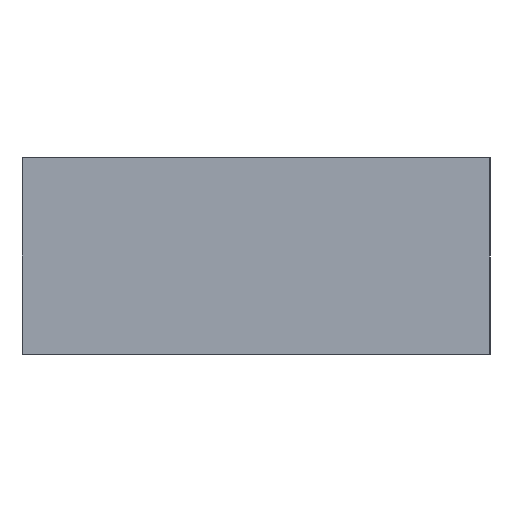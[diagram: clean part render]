
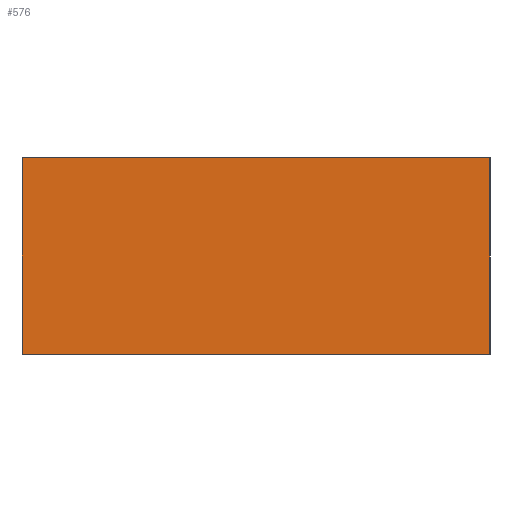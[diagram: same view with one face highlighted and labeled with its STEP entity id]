
A CAD part, left-side view. The second image highlights one B-rep face of the part: STEP entity #576.
In plain terms, the highlighted planar face has unit normal (-1, 0, 0).
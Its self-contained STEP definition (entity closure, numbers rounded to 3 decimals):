
#520 = VERTEX_POINT('',#521);
#521 = CARTESIAN_POINT('',(-1.55,-0.775,0.65));
#559 = VERTEX_POINT('',#560);
#560 = CARTESIAN_POINT('',(-1.55,0.775,0.65));
#566 = EDGE_CURVE('',#520,#559,#567,.T.);
#567 = LINE('',#568,#569);
#568 = CARTESIAN_POINT('',(-1.55,-0.775,0.65));
#569 = VECTOR('',#570,1.);
#570 = DIRECTION('',(0.,1.,0.));
#576 = ADVANCED_FACE('',(#577),#602,.F.);
#577 = FACE_BOUND('',#578,.T.);
#578 = EDGE_LOOP('',(#579,#587,#595,#601));
#579 = ORIENTED_EDGE('',*,*,#580,.T.);
#580 = EDGE_CURVE('',#559,#581,#583,.T.);
#581 = VERTEX_POINT('',#582);
#582 = CARTESIAN_POINT('',(-1.55,0.775,0.));
#583 = LINE('',#584,#585);
#584 = CARTESIAN_POINT('',(-1.55,0.775,0.));
#585 = VECTOR('',#586,1.);
#586 = DIRECTION('',(0.,0.,-1.));
#587 = ORIENTED_EDGE('',*,*,#588,.F.);
#588 = EDGE_CURVE('',#589,#581,#591,.T.);
#589 = VERTEX_POINT('',#590);
#590 = CARTESIAN_POINT('',(-1.55,-0.775,0.));
#591 = LINE('',#592,#593);
#592 = CARTESIAN_POINT('',(-1.55,-0.775,0.));
#593 = VECTOR('',#594,1.);
#594 = DIRECTION('',(0.,1.,0.));
#595 = ORIENTED_EDGE('',*,*,#596,.F.);
#596 = EDGE_CURVE('',#520,#589,#597,.T.);
#597 = LINE('',#598,#599);
#598 = CARTESIAN_POINT('',(-1.55,-0.775,0.));
#599 = VECTOR('',#600,1.);
#600 = DIRECTION('',(0.,0.,-1.));
#601 = ORIENTED_EDGE('',*,*,#566,.T.);
#602 = PLANE('',#603);
#603 = AXIS2_PLACEMENT_3D('',#604,#605,#606);
#604 = CARTESIAN_POINT('',(-1.55,-0.775,0.));
#605 = DIRECTION('',(1.,0.,0.));
#606 = DIRECTION('',(0.,1.,0.));
